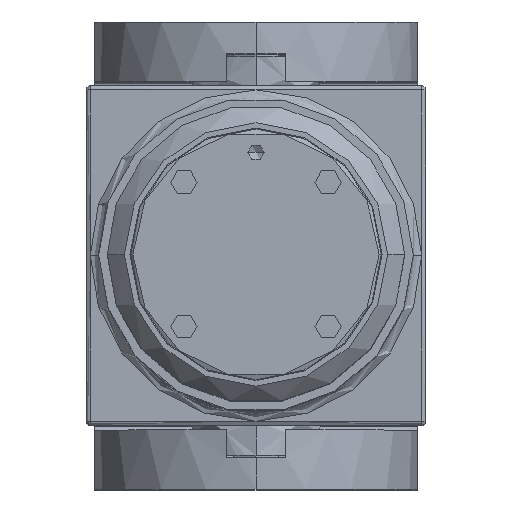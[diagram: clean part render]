
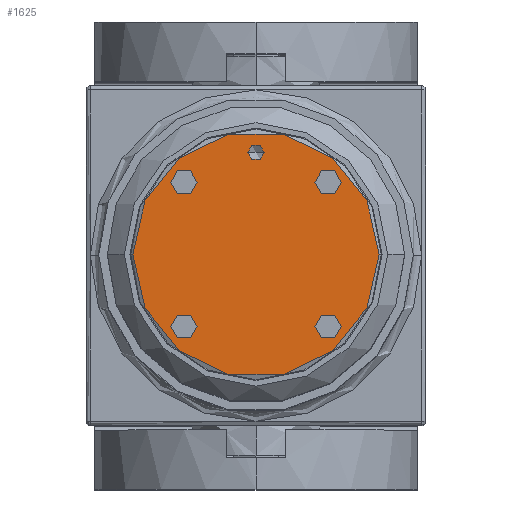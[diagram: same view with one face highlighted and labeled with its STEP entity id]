
A CAD part, top view. The second image highlights one B-rep face of the part: STEP entity #1625.
In plain terms, the highlighted planar face has unit normal (0, 0, 1).
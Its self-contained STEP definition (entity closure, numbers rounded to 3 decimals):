
#201 = CIRCLE ( 'NONE', #19052, 1.55 ) ;
#295 = AXIS2_PLACEMENT_3D ( 'NONE', #21483, #7192, #10698 ) ;
#298 = CIRCLE ( 'NONE', #20863, 1.55 ) ;
#705 = DIRECTION ( 'NONE',  ( 0., 0., 1. ) ) ;
#1043 = DIRECTION ( 'NONE',  ( 1., 0., 0. ) ) ;
#1198 = DIRECTION ( 'NONE',  ( 0., 0., 1. ) ) ;
#1498 = EDGE_CURVE ( 'NONE', #5200, #14963, #9416, .T. ) ;
#1625 = ADVANCED_FACE ( 'NONE', ( #12752, #4982, #22484, #14422, #18873, #17755 ), #8304, .T. ) ;
#1737 = DIRECTION ( 'NONE',  ( 1., 0., 0. ) ) ;
#1793 = EDGE_CURVE ( 'NONE', #1797, #20289, #7194, .T. ) ;
#1797 = VERTEX_POINT ( 'NONE', #9919 ) ;
#1811 = DIRECTION ( 'NONE',  ( 0., 0., 1. ) ) ;
#1825 = EDGE_LOOP ( 'NONE', ( #13701, #9563 ) ) ;
#2084 = CIRCLE ( 'NONE', #16495, 1.55 ) ;
#2241 = EDGE_LOOP ( 'NONE', ( #7372, #22832 ) ) ;
#2730 = EDGE_CURVE ( 'NONE', #15324, #13148, #19388, .T. ) ;
#2772 = CARTESIAN_POINT ( 'NONE',  ( 14.5, 0., 83. ) ) ;
#2782 = AXIS2_PLACEMENT_3D ( 'NONE', #21563, #7493, #7569 ) ;
#2870 = EDGE_LOOP ( 'NONE', ( #3480, #19913 ) ) ;
#2888 = CARTESIAN_POINT ( 'NONE',  ( 6.935, -8.485, 83. ) ) ;
#2899 = DIRECTION ( 'NONE',  ( 0., 0., 1. ) ) ;
#2957 = EDGE_CURVE ( 'NONE', #21777, #13380, #3566, .T. ) ;
#3061 = AXIS2_PLACEMENT_3D ( 'NONE', #8752, #10547, #5044 ) ;
#3171 = VERTEX_POINT ( 'NONE', #16436 ) ;
#3480 = ORIENTED_EDGE ( 'NONE', *, *, #13136, .T. ) ;
#3566 = CIRCLE ( 'NONE', #17989, 1.55 ) ;
#4207 = VERTEX_POINT ( 'NONE', #21339 ) ;
#4481 = EDGE_CURVE ( 'NONE', #3171, #4207, #201, .T. ) ;
#4514 = CIRCLE ( 'NONE', #295, 1.55 ) ;
#4707 = DIRECTION ( 'NONE',  ( 0., 1., 0. ) ) ;
#4837 = ORIENTED_EDGE ( 'NONE', *, *, #1793, .F. ) ;
#4957 = DIRECTION ( 'NONE',  ( 1., 0., 0. ) ) ;
#4982 = FACE_BOUND ( 'NONE', #21581, .T. ) ;
#5044 = DIRECTION ( 'NONE',  ( -1., 0., 0. ) ) ;
#5200 = VERTEX_POINT ( 'NONE', #13844 ) ;
#5994 = EDGE_CURVE ( 'NONE', #14963, #5200, #7431, .T. ) ;
#6162 = CARTESIAN_POINT ( 'NONE',  ( 10.035, 8.485, 83. ) ) ;
#6285 = DIRECTION ( 'NONE',  ( 1., 0., 0. ) ) ;
#6415 = CARTESIAN_POINT ( 'NONE',  ( -8.485, 8.485, 83. ) ) ;
#7010 = ORIENTED_EDGE ( 'NONE', *, *, #1498, .F. ) ;
#7101 = AXIS2_PLACEMENT_3D ( 'NONE', #20314, #13239, #9761 ) ;
#7192 = DIRECTION ( 'NONE',  ( 0., 0., 1. ) ) ;
#7194 = CIRCLE ( 'NONE', #7101, 1.55 ) ;
#7205 = CARTESIAN_POINT ( 'NONE',  ( 0., 0., 83. ) ) ;
#7325 = DIRECTION ( 'NONE',  ( 1., 0., 0. ) ) ;
#7349 = CARTESIAN_POINT ( 'NONE',  ( -10.035, 8.485, 83. ) ) ;
#7372 = ORIENTED_EDGE ( 'NONE', *, *, #22505, .F. ) ;
#7431 = CIRCLE ( 'NONE', #2782, 0.95 ) ;
#7493 = DIRECTION ( 'NONE',  ( 0., 0., 1. ) ) ;
#7569 = DIRECTION ( 'NONE',  ( 1., 0., 0. ) ) ;
#8304 = PLANE ( 'NONE',  #8609 ) ;
#8609 = AXIS2_PLACEMENT_3D ( 'NONE', #20730, #1198, #1043 ) ;
#8752 = CARTESIAN_POINT ( 'NONE',  ( 8.485, -8.485, 83. ) ) ;
#9073 = DIRECTION ( 'NONE',  ( 0., 0., 1. ) ) ;
#9261 = DIRECTION ( 'NONE',  ( 0., 0., 1. ) ) ;
#9369 = CARTESIAN_POINT ( 'NONE',  ( 0., 0., 83. ) ) ;
#9416 = CIRCLE ( 'NONE', #14378, 0.95 ) ;
#9563 = ORIENTED_EDGE ( 'NONE', *, *, #10073, .F. ) ;
#9651 = CIRCLE ( 'NONE', #20758, 1.55 ) ;
#9761 = DIRECTION ( 'NONE',  ( -1., 0., 0. ) ) ;
#9797 = CARTESIAN_POINT ( 'NONE',  ( 6.935, 8.485, 83. ) ) ;
#9804 = CARTESIAN_POINT ( 'NONE',  ( 8.485, 8.485, 83. ) ) ;
#9919 = CARTESIAN_POINT ( 'NONE',  ( 10.035, -8.485, 83. ) ) ;
#9964 = ORIENTED_EDGE ( 'NONE', *, *, #4481, .F. ) ;
#10073 = EDGE_CURVE ( 'NONE', #13380, #21777, #2084, .T. ) ;
#10547 = DIRECTION ( 'NONE',  ( 0., 0., 1. ) ) ;
#10698 = DIRECTION ( 'NONE',  ( 0., -1., 0. ) ) ;
#10794 = DIRECTION ( 'NONE',  ( 0., 1., 0. ) ) ;
#11553 = EDGE_LOOP ( 'NONE', ( #4837, #16834 ) ) ;
#11662 = EDGE_LOOP ( 'NONE', ( #13173, #9964 ) ) ;
#11852 = DIRECTION ( 'NONE',  ( 0., 0., 1. ) ) ;
#11858 = VERTEX_POINT ( 'NONE', #6162 ) ;
#12201 = CIRCLE ( 'NONE', #3061, 1.55 ) ;
#12752 = FACE_OUTER_BOUND ( 'NONE', #2870, .T. ) ;
#13048 = CIRCLE ( 'NONE', #21435, 14.5 ) ;
#13136 = EDGE_CURVE ( 'NONE', #13148, #15324, #13048, .T. ) ;
#13148 = VERTEX_POINT ( 'NONE', #22741 ) ;
#13173 = ORIENTED_EDGE ( 'NONE', *, *, #14743, .F. ) ;
#13239 = DIRECTION ( 'NONE',  ( 0., 0., 1. ) ) ;
#13380 = VERTEX_POINT ( 'NONE', #7349 ) ;
#13441 = DIRECTION ( 'NONE',  ( 0., -1., 0. ) ) ;
#13701 = ORIENTED_EDGE ( 'NONE', *, *, #2957, .F. ) ;
#13844 = CARTESIAN_POINT ( 'NONE',  ( 0.95, 12., 83. ) ) ;
#14378 = AXIS2_PLACEMENT_3D ( 'NONE', #14478, #9261, #7325 ) ;
#14422 = FACE_BOUND ( 'NONE', #11553, .T. ) ;
#14478 = CARTESIAN_POINT ( 'NONE',  ( 0., 12., 83. ) ) ;
#14743 = EDGE_CURVE ( 'NONE', #4207, #3171, #298, .T. ) ;
#14754 = CARTESIAN_POINT ( 'NONE',  ( -6.935, 8.485, 83. ) ) ;
#14963 = VERTEX_POINT ( 'NONE', #18534 ) ;
#14990 = DIRECTION ( 'NONE',  ( 0., 0., 1. ) ) ;
#15324 = VERTEX_POINT ( 'NONE', #2772 ) ;
#15569 = CARTESIAN_POINT ( 'NONE',  ( -8.485, -8.485, 83. ) ) ;
#15587 = DIRECTION ( 'NONE',  ( 0., 0., 1. ) ) ;
#15677 = VERTEX_POINT ( 'NONE', #9797 ) ;
#16436 = CARTESIAN_POINT ( 'NONE',  ( -10.035, -8.485, 83. ) ) ;
#16495 = AXIS2_PLACEMENT_3D ( 'NONE', #20581, #2899, #6285 ) ;
#16834 = ORIENTED_EDGE ( 'NONE', *, *, #17771, .F. ) ;
#17755 = FACE_BOUND ( 'NONE', #1825, .T. ) ;
#17771 = EDGE_CURVE ( 'NONE', #20289, #1797, #12201, .T. ) ;
#17942 = AXIS2_PLACEMENT_3D ( 'NONE', #9369, #705, #21956 ) ;
#17989 = AXIS2_PLACEMENT_3D ( 'NONE', #6415, #15587, #4957 ) ;
#18483 = EDGE_CURVE ( 'NONE', #15677, #11858, #9651, .T. ) ;
#18534 = CARTESIAN_POINT ( 'NONE',  ( -0.95, 12., 83. ) ) ;
#18817 = ORIENTED_EDGE ( 'NONE', *, *, #5994, .F. ) ;
#18873 = FACE_BOUND ( 'NONE', #11662, .T. ) ;
#19052 = AXIS2_PLACEMENT_3D ( 'NONE', #15569, #11852, #4707 ) ;
#19388 = CIRCLE ( 'NONE', #17942, 14.5 ) ;
#19913 = ORIENTED_EDGE ( 'NONE', *, *, #2730, .T. ) ;
#20289 = VERTEX_POINT ( 'NONE', #2888 ) ;
#20314 = CARTESIAN_POINT ( 'NONE',  ( 8.485, -8.485, 83. ) ) ;
#20581 = CARTESIAN_POINT ( 'NONE',  ( -8.485, 8.485, 83. ) ) ;
#20730 = CARTESIAN_POINT ( 'NONE',  ( 0., 0., 83. ) ) ;
#20758 = AXIS2_PLACEMENT_3D ( 'NONE', #9804, #14990, #13441 ) ;
#20863 = AXIS2_PLACEMENT_3D ( 'NONE', #21503, #9073, #10794 ) ;
#21339 = CARTESIAN_POINT ( 'NONE',  ( -6.935, -8.485, 83. ) ) ;
#21435 = AXIS2_PLACEMENT_3D ( 'NONE', #7205, #1811, #1737 ) ;
#21483 = CARTESIAN_POINT ( 'NONE',  ( 8.485, 8.485, 83. ) ) ;
#21503 = CARTESIAN_POINT ( 'NONE',  ( -8.485, -8.485, 83. ) ) ;
#21563 = CARTESIAN_POINT ( 'NONE',  ( 0., 12., 83. ) ) ;
#21581 = EDGE_LOOP ( 'NONE', ( #7010, #18817 ) ) ;
#21777 = VERTEX_POINT ( 'NONE', #14754 ) ;
#21956 = DIRECTION ( 'NONE',  ( 1., 0., 0. ) ) ;
#22484 = FACE_BOUND ( 'NONE', #2241, .T. ) ;
#22505 = EDGE_CURVE ( 'NONE', #11858, #15677, #4514, .T. ) ;
#22741 = CARTESIAN_POINT ( 'NONE',  ( -14.5, 0., 83. ) ) ;
#22832 = ORIENTED_EDGE ( 'NONE', *, *, #18483, .F. ) ;
